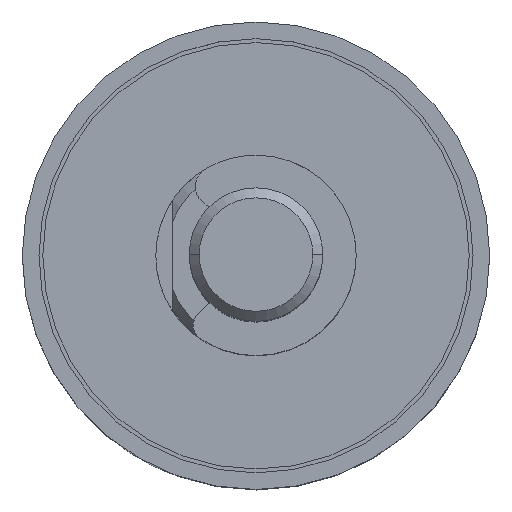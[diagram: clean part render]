
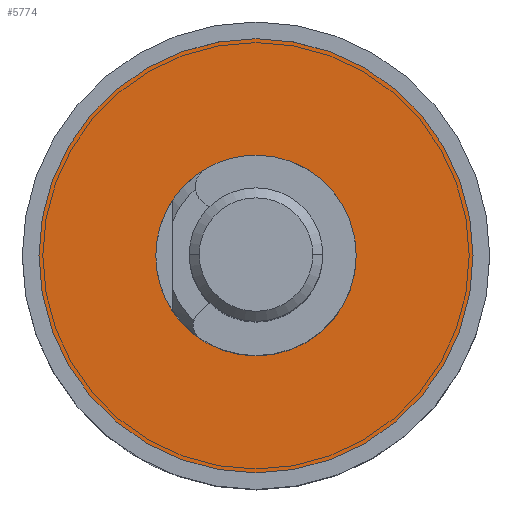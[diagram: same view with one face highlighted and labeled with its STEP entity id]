
A CAD part, top view. The second image highlights one B-rep face of the part: STEP entity #5774.
In plain terms, the highlighted planar face has unit normal (0, 0, 1).
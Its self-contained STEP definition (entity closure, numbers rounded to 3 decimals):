
#1 = CARTESIAN_POINT ( 'NONE',  ( 0., 0., 0.5 ) ) ;
#28 = DIRECTION ( 'NONE',  ( 0., 0., 1. ) ) ;
#677 = CARTESIAN_POINT ( 'NONE',  ( 0., 0., 0.5 ) ) ;
#1006 = CARTESIAN_POINT ( 'NONE',  ( 3., 0., 0.5 ) ) ;
#1037 = DIRECTION ( 'NONE',  ( 1., 0., 0. ) ) ;
#1170 = CIRCLE ( 'NONE', #4228, 3. ) ;
#1290 = ORIENTED_EDGE ( 'NONE', *, *, #6415, .T. ) ;
#1431 = EDGE_LOOP ( 'NONE', ( #2331, #1290 ) ) ;
#1460 = DIRECTION ( 'NONE',  ( 1., 0., 0. ) ) ;
#1476 = AXIS2_PLACEMENT_3D ( 'NONE', #5151, #7480, #2512 ) ;
#2147 = AXIS2_PLACEMENT_3D ( 'NONE', #677, #4779, #6173 ) ;
#2331 = ORIENTED_EDGE ( 'NONE', *, *, #3830, .T. ) ;
#2392 = CARTESIAN_POINT ( 'NONE',  ( 0., 0., 0.5 ) ) ;
#2512 = DIRECTION ( 'NONE',  ( 1., 0., 0. ) ) ;
#2807 = CIRCLE ( 'NONE', #1476, 6.5 ) ;
#3020 = PLANE ( 'NONE',  #5118 ) ;
#3138 = EDGE_LOOP ( 'NONE', ( #3961, #5885 ) ) ;
#3226 = CARTESIAN_POINT ( 'NONE',  ( 6.5, 0., 0.5 ) ) ;
#3808 = DIRECTION ( 'NONE',  ( -1., 0., 0. ) ) ;
#3830 = EDGE_CURVE ( 'NONE', #7760, #7778, #6569, .T. ) ;
#3851 = DIRECTION ( 'NONE',  ( 0., 0., 1. ) ) ;
#3961 = ORIENTED_EDGE ( 'NONE', *, *, #5375, .T. ) ;
#4228 = AXIS2_PLACEMENT_3D ( 'NONE', #2392, #7973, #3808 ) ;
#4779 = DIRECTION ( 'NONE',  ( 0., 0., -1. ) ) ;
#4911 = CIRCLE ( 'NONE', #8590, 6.5 ) ;
#5118 = AXIS2_PLACEMENT_3D ( 'NONE', #1006, #3851, #1037 ) ;
#5151 = CARTESIAN_POINT ( 'NONE',  ( 0., 0., 0.5 ) ) ;
#5330 = FACE_OUTER_BOUND ( 'NONE', #3138, .T. ) ;
#5375 = EDGE_CURVE ( 'NONE', #7432, #6293, #4911, .T. ) ;
#5774 = ADVANCED_FACE ( 'NONE', ( #6658, #5330 ), #3020, .T. ) ;
#5885 = ORIENTED_EDGE ( 'NONE', *, *, #7389, .T. ) ;
#6173 = DIRECTION ( 'NONE',  ( -1., 0., 0. ) ) ;
#6293 = VERTEX_POINT ( 'NONE', #8512 ) ;
#6415 = EDGE_CURVE ( 'NONE', #7778, #7760, #1170, .T. ) ;
#6569 = CIRCLE ( 'NONE', #2147, 3. ) ;
#6658 = FACE_BOUND ( 'NONE', #1431, .T. ) ;
#7039 = CARTESIAN_POINT ( 'NONE',  ( -3., 0., 0.5 ) ) ;
#7389 = EDGE_CURVE ( 'NONE', #6293, #7432, #2807, .T. ) ;
#7432 = VERTEX_POINT ( 'NONE', #3226 ) ;
#7480 = DIRECTION ( 'NONE',  ( 0., 0., 1. ) ) ;
#7760 = VERTEX_POINT ( 'NONE', #7039 ) ;
#7778 = VERTEX_POINT ( 'NONE', #7838 ) ;
#7838 = CARTESIAN_POINT ( 'NONE',  ( 3., 0., 0.5 ) ) ;
#7973 = DIRECTION ( 'NONE',  ( 0., 0., -1. ) ) ;
#8512 = CARTESIAN_POINT ( 'NONE',  ( -6.5, 0., 0.5 ) ) ;
#8590 = AXIS2_PLACEMENT_3D ( 'NONE', #1, #28, #1460 ) ;
